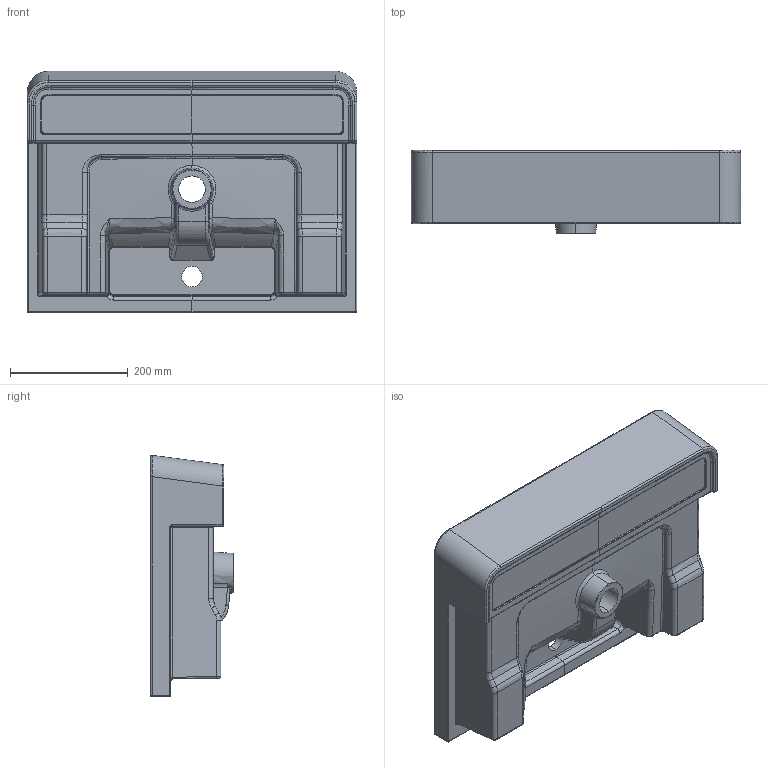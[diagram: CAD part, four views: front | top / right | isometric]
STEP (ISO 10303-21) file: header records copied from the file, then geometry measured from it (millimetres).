
FILE_DESCRIPTION (( 'STEP AP214' ), '1' );
FILE_NAME ('SI056SSR_STEP_V10322.STEP', '2022-03-14T09:10:30', ( '' ), ( '' ), 'SwSTEP 2.0', 'SolidWorks 2019', '' );
FILE_SCHEMA (( 'AUTOMOTIVE_DESIGN' ));
Length unit declared in the file: millimetre
Products named in the file (1): SI056SSR_STEP_V10322
Bounding box: 560 x 141.65 x 410.37 mm (x, y, z)
Volume: 9455653.3 mm3; surface area: 778622 mm2
Topology: 1 solids, 1 shells, 332 faces, 782 edges, 443 vertices
Faces by surface type: bspline 264, cylinder 30, plane 18, cone 10, torus 6, sphere 4
Entity records: 25592 total; most frequent: CARTESIAN_POINT 20088, ORIENTED_EDGE 1544, EDGE_CURVE 772, DIRECTION 543, B_SPLINE_CURVE_WITH_KNOTS 491, VERTEX_POINT 443, EDGE_LOOP 337, FACE_OUTER_BOUND 332
